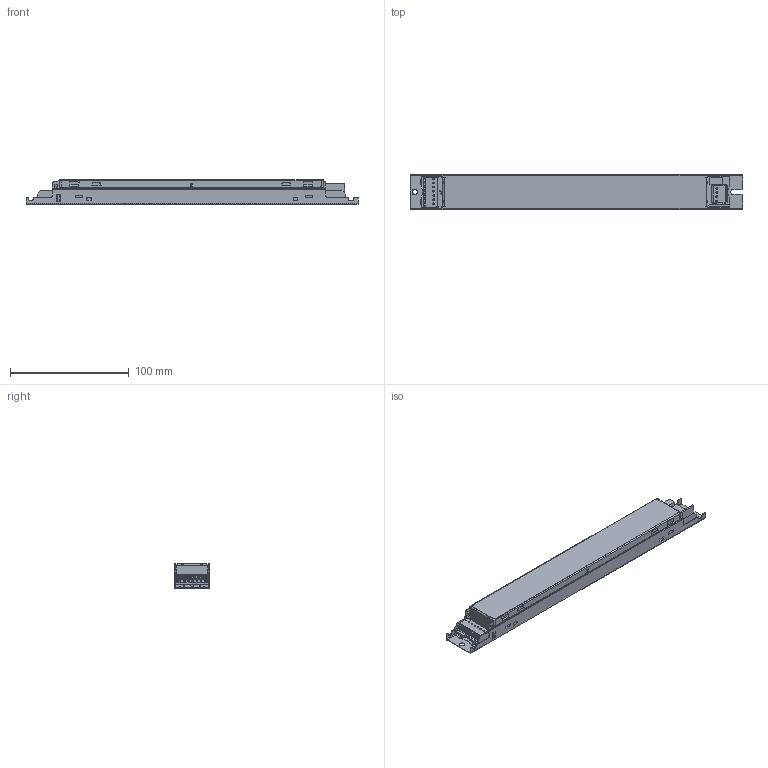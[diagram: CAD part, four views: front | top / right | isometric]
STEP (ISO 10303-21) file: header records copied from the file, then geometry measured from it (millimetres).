
FILE_DESCRIPTION(/* description */ (''),/* implementation_level */ '2;1');
FILE_NAME(/* name */ 'SH10_Xitanium 150W 0.2-0.7A 300V TD21 S 230V.stp',/* time_stamp */ '2023-11-22T10:58:42+08:00',/* author */ ('310079203'),/* organization */ (''),/* preprocessor_version */ 'ST-DEVELOPER v18.1',/* originating_system */ 'Autodesk Inventor 2022',/* authorisation */ '');
FILE_SCHEMA (('AUTOMOTIVE_DESIGN { 1 0 10303 214 3 1 1 }'));
Products named in the file (1): SH10
Bounding box: 280 x 29.4 x 21 mm (x, y, z)
Volume: 143619.5 mm3; surface area: 47823.6 mm2
Topology: 4 solids, 4 shells, 1431 faces, 3927 edges, 2473 vertices
Faces by surface type: plane 725, cylinder 460, bspline 113, torus 93, cone 24, sphere 16
Full cylindrical faces by diameter (mm): 0.85 x3, 1.1 x12, 1.3 x1, 3 x7
Entity records: 50450 total; most frequent: CARTESIAN_POINT 12630, ORIENTED_EDGE 7786, DIRECTION 7599, EDGE_CURVE 3893, AXIS2_PLACEMENT_3D 2555, LINE 2489, VECTOR 2489, VERTEX_POINT 2473
